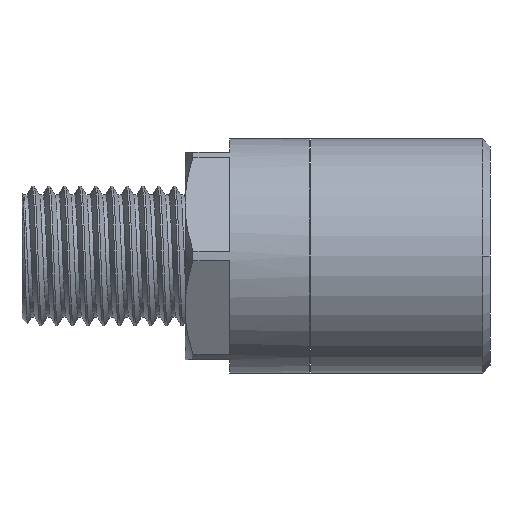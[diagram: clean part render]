
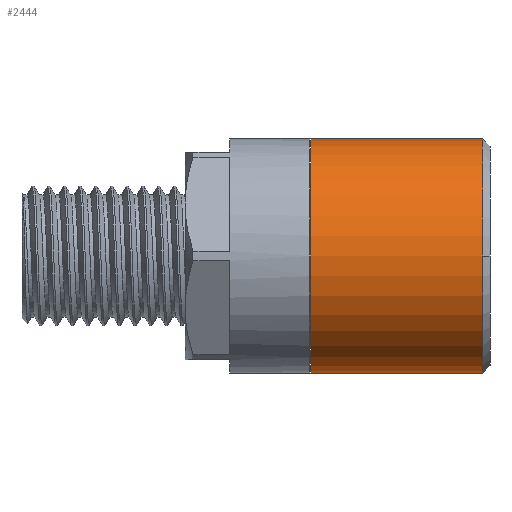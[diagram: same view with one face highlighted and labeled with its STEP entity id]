
A CAD part, front view. The second image highlights one B-rep face of the part: STEP entity #2444.
In plain terms, the highlighted cylindrical face has radius 7.9 mm (diameter 15.8 mm), a partial arc.
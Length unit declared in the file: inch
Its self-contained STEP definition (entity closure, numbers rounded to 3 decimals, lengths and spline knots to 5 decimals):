
#20 = CIRCLE ( 'NONE', #1784, 0.31102 ) ;
#168 = CARTESIAN_POINT ( 'NONE',  ( 1.22244, 0., 0.31102 ) ) ;
#223 = EDGE_CURVE ( 'NONE', #3160, #2570, #1420, .T. ) ;
#432 = AXIS2_PLACEMENT_3D ( 'NONE', #2690, #1303, #2377 ) ;
#445 = VECTOR ( 'NONE', #1774, 39.37008 ) ;
#646 = ORIENTED_EDGE ( 'NONE', *, *, #4305, .T. ) ;
#753 = LINE ( 'NONE', #3520, #445 ) ;
#795 = AXIS2_PLACEMENT_3D ( 'NONE', #4356, #2566, #925 ) ;
#925 = DIRECTION ( 'NONE',  ( 0., 0., 1. ) ) ;
#1026 = CARTESIAN_POINT ( 'NONE',  ( 1.30423, 0., -0.31102 ) ) ;
#1032 = CYLINDRICAL_SURFACE ( 'NONE', #432, 0.31102 ) ;
#1061 = DIRECTION ( 'NONE',  ( 0., 0., 1. ) ) ;
#1293 = ORIENTED_EDGE ( 'NONE', *, *, #223, .F. ) ;
#1303 = DIRECTION ( 'NONE',  ( -1., 0., 0. ) ) ;
#1362 = AXIS2_PLACEMENT_3D ( 'NONE', #3364, #3385, #1061 ) ;
#1420 = LINE ( 'NONE', #1026, #3969 ) ;
#1506 = ORIENTED_EDGE ( 'NONE', *, *, #1976, .T. ) ;
#1527 = VERTEX_POINT ( 'NONE', #1958 ) ;
#1627 = VERTEX_POINT ( 'NONE', #4012 ) ;
#1700 = VERTEX_POINT ( 'NONE', #168 ) ;
#1774 = DIRECTION ( 'NONE',  ( -1., 0., 0. ) ) ;
#1784 = AXIS2_PLACEMENT_3D ( 'NONE', #1988, #2232, #3582 ) ;
#1958 = CARTESIAN_POINT ( 'NONE',  ( 1.22244, -0.31102, 0. ) ) ;
#1976 = EDGE_CURVE ( 'NONE', #1700, #1627, #753, .T. ) ;
#1988 = CARTESIAN_POINT ( 'NONE',  ( 1.22244, 0., 0. ) ) ;
#2232 = DIRECTION ( 'NONE',  ( -1., 0., 0. ) ) ;
#2371 = DIRECTION ( 'NONE',  ( -1., 0., 0. ) ) ;
#2377 = DIRECTION ( 'NONE',  ( 0., 0., 1. ) ) ;
#2444 = ADVANCED_FACE ( 'NONE', ( #3331 ), #1032, .T. ) ;
#2566 = DIRECTION ( 'NONE',  ( -1., 0., 0. ) ) ;
#2570 = VERTEX_POINT ( 'NONE', #4330 ) ;
#2638 = CIRCLE ( 'NONE', #795, 0.31102 ) ;
#2690 = CARTESIAN_POINT ( 'NONE',  ( 1.30423, 0., 0. ) ) ;
#3160 = VERTEX_POINT ( 'NONE', #3286 ) ;
#3286 = CARTESIAN_POINT ( 'NONE',  ( 1.22244, 0., -0.31102 ) ) ;
#3331 = FACE_OUTER_BOUND ( 'NONE', #3914, .T. ) ;
#3364 = CARTESIAN_POINT ( 'NONE',  ( 0.76575, 0., 0. ) ) ;
#3385 = DIRECTION ( 'NONE',  ( 1., 0., 0. ) ) ;
#3482 = ORIENTED_EDGE ( 'NONE', *, *, #3760, .T. ) ;
#3520 = CARTESIAN_POINT ( 'NONE',  ( 1.30423, 0., 0.31102 ) ) ;
#3582 = DIRECTION ( 'NONE',  ( 0., 0., 1. ) ) ;
#3760 = EDGE_CURVE ( 'NONE', #1627, #2570, #4184, .T. ) ;
#3914 = EDGE_LOOP ( 'NONE', ( #1293, #646, #4278, #1506, #3482 ) ) ;
#3969 = VECTOR ( 'NONE', #2371, 39.37008 ) ;
#4012 = CARTESIAN_POINT ( 'NONE',  ( 0.76575, 0., 0.31102 ) ) ;
#4184 = CIRCLE ( 'NONE', #1362, 0.31102 ) ;
#4278 = ORIENTED_EDGE ( 'NONE', *, *, #4367, .T. ) ;
#4305 = EDGE_CURVE ( 'NONE', #3160, #1527, #20, .T. ) ;
#4330 = CARTESIAN_POINT ( 'NONE',  ( 0.76575, 0., -0.31102 ) ) ;
#4356 = CARTESIAN_POINT ( 'NONE',  ( 1.22244, 0., 0. ) ) ;
#4367 = EDGE_CURVE ( 'NONE', #1527, #1700, #2638, .T. ) ;
